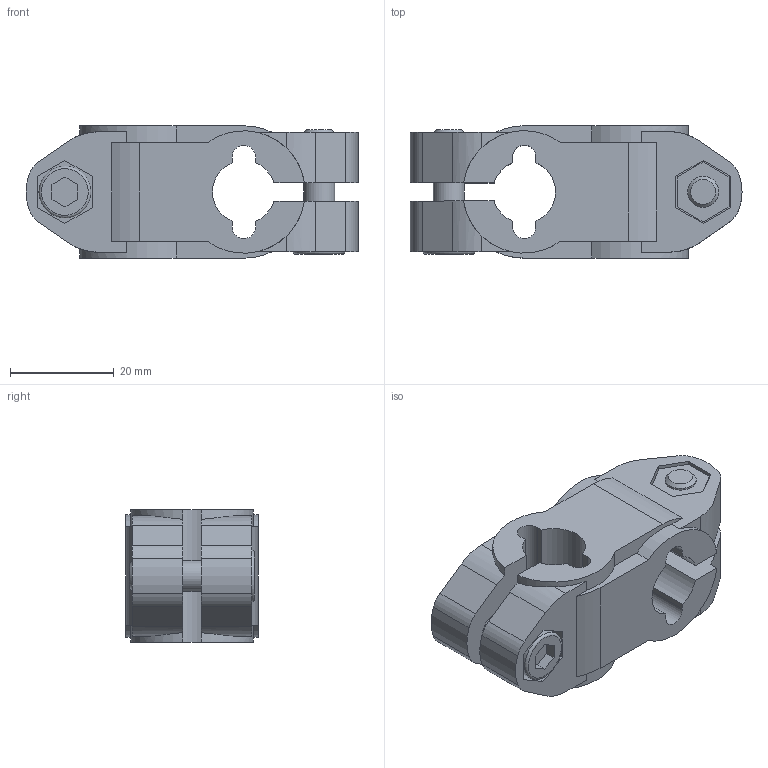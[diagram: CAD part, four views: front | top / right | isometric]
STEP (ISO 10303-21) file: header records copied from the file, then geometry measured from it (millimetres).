
FILE_DESCRIPTION( ( 'STEP AP214' ), '1' );
FILE_NAME( 'K0472.11212.stp', '2020-12-08T09:31:26', ( '' ), ( '' ), ' ', 'PARTsolutions', ' ' );
FILE_SCHEMA( ( 'AUTOMOTIVE_DESIGN { 1 0 10303 214 1 1 1 1 }' ) );
Length unit declared in the file: millimetre
Products named in the file (1): _K0472.11212
Bounding box: 64 x 25.5 x 25.5 mm (x, y, z)
Volume: 23979.7 mm3; surface area: 11415.7 mm2
Topology: 1 solids, 1 shells, 164 faces, 437 edges, 291 vertices
Faces by surface type: plane 108, cylinder 52, torus 2, cone 2
Full cylindrical faces by diameter (mm): 6 x4, 6.5 x4, 10 x2
Entity records: 6420 total; most frequent: CARTESIAN_POINT 961, DIRECTION 858, ORIENTED_EDGE 840, EDGE_CURVE 420, LINE 296, VECTOR 296, VERTEX_POINT 288, AXIS2_PLACEMENT_3D 281
